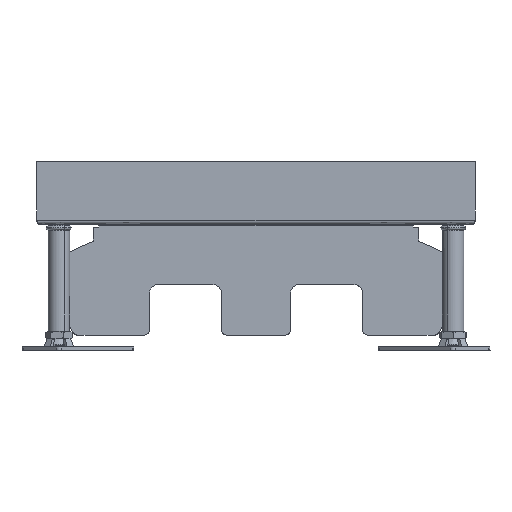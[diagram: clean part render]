
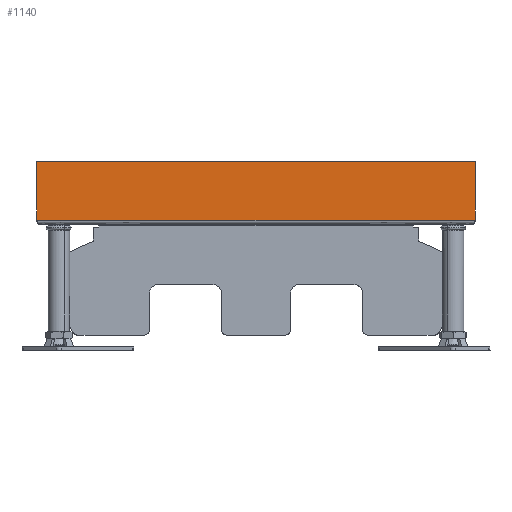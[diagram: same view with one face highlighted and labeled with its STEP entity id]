
A CAD part, left-side view. The second image highlights one B-rep face of the part: STEP entity #1140.
In plain terms, the highlighted planar face has unit normal (-1, 0, 0).
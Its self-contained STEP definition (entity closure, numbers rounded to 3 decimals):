
#1140=ADVANCED_FACE('',(#2140),#15235,.T.);
#2140=FACE_OUTER_BOUND('',#3225,.T.);
#3225=EDGE_LOOP('',(#8108,#8109,#8110,#8111));
#8108=ORIENTED_EDGE('',*,*,#10660,.F.);
#8109=ORIENTED_EDGE('',*,*,#10680,.T.);
#8110=ORIENTED_EDGE('',*,*,#10681,.T.);
#8111=ORIENTED_EDGE('',*,*,#10673,.F.);
#10660=EDGE_CURVE('',#14752,#14754,#13199,.T.);
#10673=EDGE_CURVE('',#14754,#14758,#11799,.T.);
#10680=EDGE_CURVE('',#14752,#14762,#11803,.T.);
#10681=EDGE_CURVE('',#14762,#14758,#13210,.T.);
#11799=B_SPLINE_CURVE_WITH_KNOTS('',1,(#42192,#42193),.UNSPECIFIED.,.F.,
 .F.,(2,2),(0.,27.4),.UNSPECIFIED.);
#11803=B_SPLINE_CURVE_WITH_KNOTS('',1,(#42206,#42207),.UNSPECIFIED.,.F.,
 .F.,(2,2),(0.,27.4),.UNSPECIFIED.);
#13199=(
BOUNDED_CURVE()
B_SPLINE_CURVE(1,(#42135,#42136),.UNSPECIFIED.,.F.,.F.)
B_SPLINE_CURVE_WITH_KNOTS((2,2),(-635.124,-420.046),
 .UNSPECIFIED.)
CURVE()
GEOMETRIC_REPRESENTATION_ITEM()
RATIONAL_B_SPLINE_CURVE((1.,1.))
REPRESENTATION_ITEM('')
);
#13210=(
BOUNDED_CURVE()
B_SPLINE_CURVE(1,(#42208,#42209),.UNSPECIFIED.,.F.,.F.)
B_SPLINE_CURVE_WITH_KNOTS((2,2),(-635.124,-420.046),
 .UNSPECIFIED.)
CURVE()
GEOMETRIC_REPRESENTATION_ITEM()
RATIONAL_B_SPLINE_CURVE((1.,1.))
REPRESENTATION_ITEM('')
);
#14752=VERTEX_POINT('',#41315);
#14754=VERTEX_POINT('',#41317);
#14758=VERTEX_POINT('',#41321);
#14762=VERTEX_POINT('',#41325);
#15235=PLANE('',#16352);
#16352=AXIS2_PLACEMENT_3D('',#41114,#16749,$);
#16749=DIRECTION('',(-1.,0.,0.));
#41114=CARTESIAN_POINT('',(-15.25,121.25,63.6));
#41315=CARTESIAN_POINT('',(-15.25,-121.25,63.6));
#41317=CARTESIAN_POINT('',(-15.25,121.25,63.6));
#41321=CARTESIAN_POINT('',(-15.25,121.25,96.));
#41325=CARTESIAN_POINT('',(-15.25,-121.25,96.));
#42135=CARTESIAN_POINT('',(-15.25,-121.25,63.6));
#42136=CARTESIAN_POINT('',(-15.25,121.25,63.6));
#42192=CARTESIAN_POINT('',(-15.25,121.25,63.6));
#42193=CARTESIAN_POINT('',(-15.25,121.25,96.));
#42206=CARTESIAN_POINT('',(-15.25,-121.25,63.6));
#42207=CARTESIAN_POINT('',(-15.25,-121.25,96.));
#42208=CARTESIAN_POINT('',(-15.25,-121.25,96.));
#42209=CARTESIAN_POINT('',(-15.25,121.25,96.));
